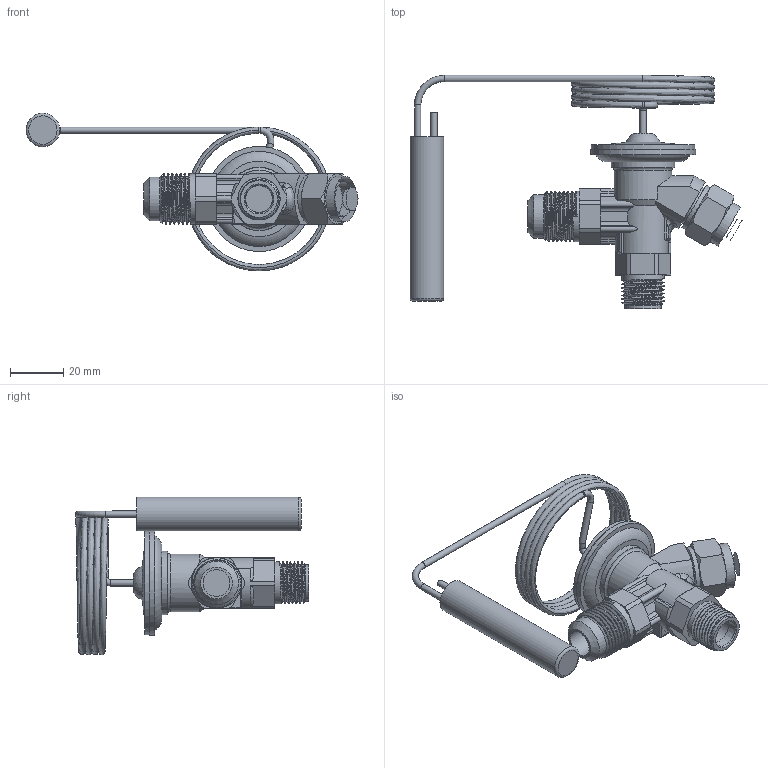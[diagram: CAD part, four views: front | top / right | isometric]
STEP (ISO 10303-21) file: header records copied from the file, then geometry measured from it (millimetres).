
FILE_DESCRIPTION(/* description */ (''),/* implementation_level */ '2;1');
FILE_NAME(/* name */ '068Z3400R.stp',/* time_stamp */ '2022-08-16T14:41:27+03:00',/* author */ ('U403152'),/* organization */ (''),/* preprocessor_version */ 'ST-DEVELOPER v18.1',/* originating_system */ 'Autodesk Inventor 2020',/* authorisation */ '');
FILE_SCHEMA (('AUTOMOTIVE_DESIGN { 1 0 10303 214 3 1 1 }'));
Length unit declared in the file: millimetre
Products named in the file (1): Part1
Bounding box: 125.27 x 88.01 x 59.46 mm (x, y, z)
Volume: 45433.9 mm3; surface area: 24345.2 mm2
Topology: 2 solids, 3 shells, 229 faces, 614 edges, 408 vertices
Faces by surface type: plane 92, cylinder 89, cone 18, bspline 14, torus 11, sphere 5
Full cylindrical faces by diameter (mm): 2.4 x8, 10.1 x2, 10.7 x1, 12.7 x1, 13 x1, 13.9 x1, 15.4 x1, 15.88 x6, 16.5 x1, 17 x1, 18.5 x1, 19 x6, 21.1 x1, 21.8 x1, 24 x1, 39 x1, 39.7 x1
Entity records: 14588 total; most frequent: CARTESIAN_POINT 8878, ORIENTED_EDGE 1222, DIRECTION 1184, EDGE_CURVE 611, AXIS2_PLACEMENT_3D 475, VERTEX_POINT 408, EDGE_LOOP 249, CIRCLE 240
